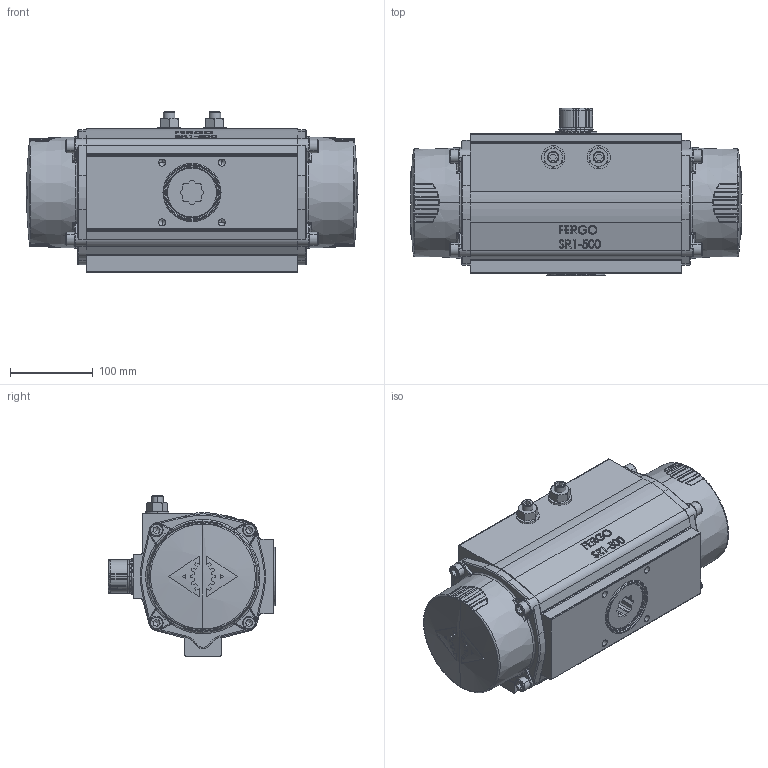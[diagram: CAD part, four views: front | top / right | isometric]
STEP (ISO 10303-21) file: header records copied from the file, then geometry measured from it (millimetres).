
FILE_DESCRIPTION (( 'STEP AP214' ), '1' );
FILE_NAME ('SR500-Pneumatischer-Einfachwirkend-Federschließend-Schwenkantrieb-Fergo.STEP', '2022-11-14T09:02:25', ( '' ), ( '' ), 'SwSTEP 2.0', 'SolidWorks 2022', '' );
FILE_SCHEMA (( 'AUTOMOTIVE_DESIGN' ));
Length unit declared in the file: millimetre
Products named in the file (1): SR500-Pneumatischer-Einfachwirkend-Federschließend-Schwenkantrieb-Fergo
Bounding box: 400.31 x 202.28 x 193.2 mm (x, y, z)
Volume: 2722459.8 mm3; surface area: 623318.4 mm2
Topology: 28 solids, 28 shells, 3753 faces, 9856 edges, 6069 vertices
Faces by surface type: plane 1255, cylinder 1124, bspline 909, cone 283, torus 151, sphere 31
Entity records: 179747 total; most frequent: CARTESIAN_POINT 95123, ORIENTED_EDGE 19306, DIRECTION 15474, EDGE_CURVE 9653, VERTEX_POINT 6068, AXIS2_PLACEMENT_3D 5827, EDGE_LOOP 3923, LINE 3820
